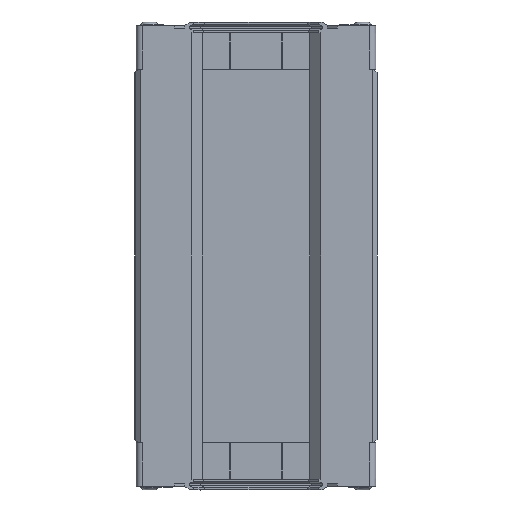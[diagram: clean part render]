
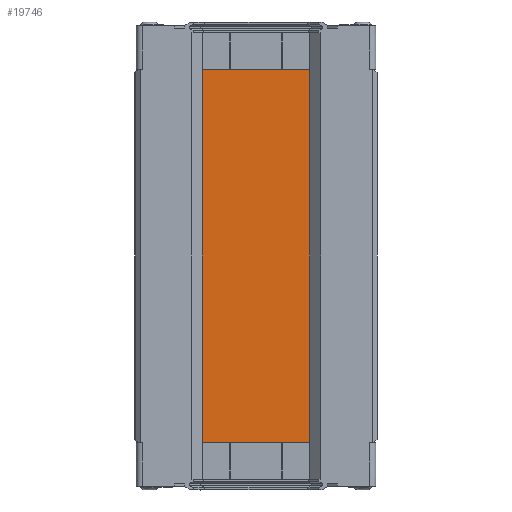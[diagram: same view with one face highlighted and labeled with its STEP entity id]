
A CAD part, front view. The second image highlights one B-rep face of the part: STEP entity #19746.
In plain terms, the highlighted planar face has unit normal (0, -1, 0).
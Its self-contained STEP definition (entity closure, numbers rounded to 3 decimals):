
#249=LINE('',#27180,#2415);
#290=LINE('',#27263,#2456);
#364=LINE('',#27524,#2530);
#405=LINE('',#27607,#2571);
#460=LINE('',#27767,#2626);
#461=LINE('',#27769,#2627);
#1359=LINE('',#30024,#3525);
#1383=LINE('',#30072,#3549);
#1394=LINE('',#30099,#3560);
#1395=LINE('',#30101,#3561);
#1396=LINE('',#30102,#3562);
#1397=LINE('',#30103,#3563);
#2415=VECTOR('',#22000,15.);
#2456=VECTOR('',#22069,15.);
#2530=VECTOR('',#22311,15.);
#2571=VECTOR('',#22380,15.);
#2626=VECTOR('',#22513,0.649);
#2627=VECTOR('',#22514,0.649);
#3525=VECTOR('',#24548,44.2);
#3549=VECTOR('',#24580,44.2);
#3560=VECTOR('',#24605,184.);
#3561=VECTOR('',#24606,184.);
#3562=VECTOR('',#24607,0.649);
#3563=VECTOR('',#24608,0.649);
#5421=FACE_OUTER_BOUND('',#6581,.T.);
#6581=EDGE_LOOP('',(#14751,#14752,#14753,#14754,#14755,#14756,#14757,#14758,
#14759,#14760,#14761,#14762));
#7620=VERTEX_POINT('',#27177);
#7621=VERTEX_POINT('',#27179);
#7648=VERTEX_POINT('',#27261);
#7649=VERTEX_POINT('',#27262);
#7733=VERTEX_POINT('',#27521);
#7734=VERTEX_POINT('',#27523);
#7761=VERTEX_POINT('',#27605);
#7762=VERTEX_POINT('',#27606);
#7810=VERTEX_POINT('',#27765);
#7811=VERTEX_POINT('',#27768);
#8525=VERTEX_POINT('',#30098);
#8526=VERTEX_POINT('',#30100);
#9370=EDGE_CURVE('',#7621,#7620,#249,.T.);
#9411=EDGE_CURVE('',#7648,#7649,#290,.T.);
#9525=EDGE_CURVE('',#7734,#7733,#364,.T.);
#9566=EDGE_CURVE('',#7761,#7762,#405,.T.);
#9638=EDGE_CURVE('',#7810,#7733,#460,.T.);
#9639=EDGE_CURVE('',#7762,#7811,#461,.T.);
#10714=EDGE_CURVE('',#7734,#7761,#1359,.T.);
#10738=EDGE_CURVE('',#7648,#7621,#1383,.T.);
#10751=EDGE_CURVE('',#7811,#8525,#1394,.T.);
#10752=EDGE_CURVE('',#7810,#8526,#1395,.T.);
#10753=EDGE_CURVE('',#7649,#8526,#1396,.T.);
#10754=EDGE_CURVE('',#8525,#7620,#1397,.T.);
#14751=ORIENTED_EDGE('',*,*,#10751,.F.);
#14752=ORIENTED_EDGE('',*,*,#9639,.F.);
#14753=ORIENTED_EDGE('',*,*,#9566,.F.);
#14754=ORIENTED_EDGE('',*,*,#10714,.F.);
#14755=ORIENTED_EDGE('',*,*,#9525,.T.);
#14756=ORIENTED_EDGE('',*,*,#9638,.F.);
#14757=ORIENTED_EDGE('',*,*,#10752,.T.);
#14758=ORIENTED_EDGE('',*,*,#10753,.F.);
#14759=ORIENTED_EDGE('',*,*,#9411,.F.);
#14760=ORIENTED_EDGE('',*,*,#10738,.T.);
#14761=ORIENTED_EDGE('',*,*,#9370,.T.);
#14762=ORIENTED_EDGE('',*,*,#10754,.F.);
#17704=PLANE('',#21089);
#19746=ADVANCED_FACE('',(#5421),#17704,.F.);
#21089=AXIS2_PLACEMENT_3D('',#30097,#24603,#24604);
#22000=DIRECTION('',(0.,0.,-1.));
#22069=DIRECTION('',(0.,0.,-1.));
#22311=DIRECTION('',(0.,0.,1.));
#22380=DIRECTION('',(0.,0.,1.));
#22513=DIRECTION('',(1.,0.,0.));
#22514=DIRECTION('',(1.,0.,0.));
#24548=DIRECTION('',(1.,0.,0.));
#24580=DIRECTION('',(1.,0.,0.));
#24603=DIRECTION('center_axis',(0.,1.,0.));
#24604=DIRECTION('ref_axis',(0.,0.,1.));
#24605=DIRECTION('',(0.,0.,-1.));
#24606=DIRECTION('',(0.,0.,-1.));
#24607=DIRECTION('',(-1.,0.,0.));
#24608=DIRECTION('',(-1.,0.,0.));
#27177=CARTESIAN_POINT('',(22.1,7.1,-92.));
#27179=CARTESIAN_POINT('',(22.1,7.1,-77.));
#27180=CARTESIAN_POINT('',(22.1,7.1,-77.));
#27261=CARTESIAN_POINT('',(-22.1,7.1,-77.));
#27262=CARTESIAN_POINT('',(-22.1,7.1,-92.));
#27263=CARTESIAN_POINT('',(-22.1,7.1,-77.));
#27521=CARTESIAN_POINT('',(-22.1,7.1,92.));
#27523=CARTESIAN_POINT('',(-22.1,7.1,77.));
#27524=CARTESIAN_POINT('',(-22.1,7.1,77.));
#27605=CARTESIAN_POINT('',(22.1,7.1,77.));
#27606=CARTESIAN_POINT('',(22.1,7.1,92.));
#27607=CARTESIAN_POINT('',(22.1,7.1,77.));
#27765=CARTESIAN_POINT('',(-22.749,7.1,92.));
#27767=CARTESIAN_POINT('',(0.085,7.1,92.));
#27768=CARTESIAN_POINT('',(22.749,7.1,92.));
#27769=CARTESIAN_POINT('',(0.085,7.1,92.));
#30024=CARTESIAN_POINT('',(-22.749,7.1,77.));
#30072=CARTESIAN_POINT('',(-22.749,7.1,-77.));
#30097=CARTESIAN_POINT('Origin',(22.749,7.1,77.));
#30098=CARTESIAN_POINT('',(22.749,7.1,-92.));
#30099=CARTESIAN_POINT('',(22.749,7.1,-77.));
#30100=CARTESIAN_POINT('',(-22.749,7.1,-92.));
#30101=CARTESIAN_POINT('',(-22.749,7.1,-77.));
#30102=CARTESIAN_POINT('',(0.085,7.1,-92.));
#30103=CARTESIAN_POINT('',(0.085,7.1,-92.));
